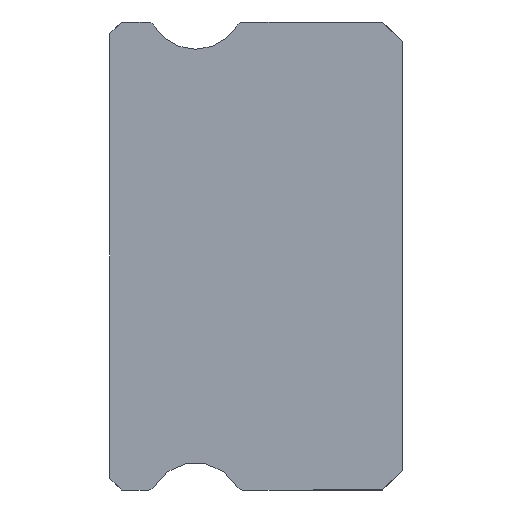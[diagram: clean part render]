
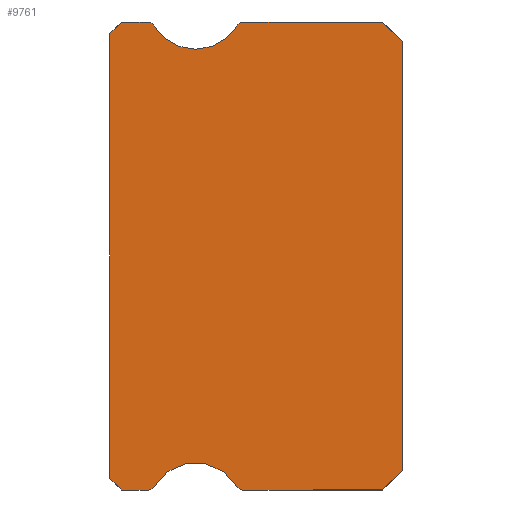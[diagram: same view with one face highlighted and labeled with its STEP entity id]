
A CAD part, left-side view. The second image highlights one B-rep face of the part: STEP entity #9761.
In plain terms, the highlighted planar face has unit normal (-1, 0, 0).
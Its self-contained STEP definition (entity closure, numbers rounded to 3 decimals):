
#54 = CARTESIAN_POINT ( 'NONE',  ( -15., 5.3, 5.3 ) ) ;
#79 = DIRECTION ( 'NONE',  ( 0., 0., -1. ) ) ;
#124 = FACE_OUTER_BOUND ( 'NONE', #6642, .T. ) ;
#143 = DIRECTION ( 'NONE',  ( 1., 0., 0. ) ) ;
#200 = LINE ( 'NONE', #1932, #1184 ) ;
#256 = CARTESIAN_POINT ( 'NONE',  ( -15., 6.512, 6. ) ) ;
#326 = DIRECTION ( 'NONE',  ( -1., 0., 0. ) ) ;
#358 = CARTESIAN_POINT ( 'NONE',  ( -15., 7.5, -5.7 ) ) ;
#423 = EDGE_CURVE ( 'NONE', #10669, #8655, #7227, .T. ) ;
#433 = CARTESIAN_POINT ( 'NONE',  ( -15., 5.3, -6.55 ) ) ;
#451 = DIRECTION ( 'NONE',  ( 1., 0., 0. ) ) ;
#529 = CARTESIAN_POINT ( 'NONE',  ( -15., 4.217, 5.925 ) ) ;
#565 = ORIENTED_EDGE ( 'NONE', *, *, #10221, .F. ) ;
#643 = EDGE_CURVE ( 'NONE', #10669, #10628, #6794, .T. ) ;
#938 = CIRCLE ( 'NONE', #2417, 0.15 ) ;
#979 = DIRECTION ( 'NONE',  ( 1., 0., 0. ) ) ;
#1014 = DIRECTION ( 'NONE',  ( 0., -1., 0. ) ) ;
#1085 = ORIENTED_EDGE ( 'NONE', *, *, #5156, .F. ) ;
#1119 = DIRECTION ( 'NONE',  ( 0., 0., -1. ) ) ;
#1160 = LINE ( 'NONE', #8196, #8892 ) ;
#1184 = VECTOR ( 'NONE', #8094, 1000. ) ;
#1255 = VERTEX_POINT ( 'NONE', #2167 ) ;
#1430 = DIRECTION ( 'NONE',  ( 0., 0., 1. ) ) ;
#1551 = VERTEX_POINT ( 'NONE', #5273 ) ;
#1599 = EDGE_CURVE ( 'NONE', #9571, #6885, #200, .T. ) ;
#1748 = CIRCLE ( 'NONE', #9835, 0.15 ) ;
#1822 = VECTOR ( 'NONE', #4775, 1000. ) ;
#1932 = CARTESIAN_POINT ( 'NONE',  ( -15., 7.2, -6. ) ) ;
#2150 = CARTESIAN_POINT ( 'NONE',  ( -15., 6.383, -5.925 ) ) ;
#2167 = CARTESIAN_POINT ( 'NONE',  ( -15., 4.088, 6. ) ) ;
#2179 = CARTESIAN_POINT ( 'NONE',  ( -15., 0., 5.5 ) ) ;
#2188 = CARTESIAN_POINT ( 'NONE',  ( -15., 6.512, -6. ) ) ;
#2246 = VECTOR ( 'NONE', #10426, 1000. ) ;
#2315 = LINE ( 'NONE', #7609, #10166 ) ;
#2331 = LINE ( 'NONE', #7558, #5859 ) ;
#2385 = ORIENTED_EDGE ( 'NONE', *, *, #10314, .T. ) ;
#2417 = AXIS2_PLACEMENT_3D ( 'NONE', #8346, #451, #5745 ) ;
#2567 = CARTESIAN_POINT ( 'NONE',  ( -15., 6.512, 5.85 ) ) ;
#2605 = ORIENTED_EDGE ( 'NONE', *, *, #1599, .T. ) ;
#2818 = AXIS2_PLACEMENT_3D ( 'NONE', #6056, #4160, #9459 ) ;
#2903 = VERTEX_POINT ( 'NONE', #8038 ) ;
#3053 = CARTESIAN_POINT ( 'NONE',  ( -15., 6.383, 5.925 ) ) ;
#3057 = VERTEX_POINT ( 'NONE', #2150 ) ;
#3514 = DIRECTION ( 'NONE',  ( 0., -1., 0. ) ) ;
#3520 = EDGE_CURVE ( 'NONE', #7196, #10837, #11046, .T. ) ;
#3561 = VECTOR ( 'NONE', #3514, 1000. ) ;
#3571 = CARTESIAN_POINT ( 'NONE',  ( -15., 6.512, 6. ) ) ;
#3581 = DIRECTION ( 'NONE',  ( -1., 0., 0. ) ) ;
#3642 = PLANE ( 'NONE',  #4342 ) ;
#3701 = CARTESIAN_POINT ( 'NONE',  ( -15., 6.512, -5.85 ) ) ;
#3888 = CIRCLE ( 'NONE', #5537, 0.15 ) ;
#4153 = EDGE_CURVE ( 'NONE', #7627, #1551, #2331, .T. ) ;
#4160 = DIRECTION ( 'NONE',  ( -1., 0., 0. ) ) ;
#4266 = CIRCLE ( 'NONE', #8314, 1.25 ) ;
#4342 = AXIS2_PLACEMENT_3D ( 'NONE', #7138, #979, #6344 ) ;
#4360 = CARTESIAN_POINT ( 'NONE',  ( -15., 7.2, 6. ) ) ;
#4484 = EDGE_CURVE ( 'NONE', #3057, #8029, #3888, .T. ) ;
#4775 = DIRECTION ( 'NONE',  ( 0., 1., 0. ) ) ;
#4851 = CARTESIAN_POINT ( 'NONE',  ( -15., 4.088, -6. ) ) ;
#4896 = CIRCLE ( 'NONE', #11333, 1.25 ) ;
#5106 = EDGE_CURVE ( 'NONE', #5834, #1551, #6564, .T. ) ;
#5137 = ORIENTED_EDGE ( 'NONE', *, *, #10510, .F. ) ;
#5156 = EDGE_CURVE ( 'NONE', #10837, #8584, #938, .T. ) ;
#5273 = CARTESIAN_POINT ( 'NONE',  ( -15., 0., 5.5 ) ) ;
#5302 = VERTEX_POINT ( 'NONE', #54 ) ;
#5356 = EDGE_CURVE ( 'NONE', #1255, #7627, #7998, .T. ) ;
#5475 = CARTESIAN_POINT ( 'NONE',  ( -15., 0., -5.5 ) ) ;
#5537 = AXIS2_PLACEMENT_3D ( 'NONE', #3701, #5587, #79 ) ;
#5587 = DIRECTION ( 'NONE',  ( 1., 0., 0. ) ) ;
#5745 = DIRECTION ( 'NONE',  ( 0., 0., -1. ) ) ;
#5754 = AXIS2_PLACEMENT_3D ( 'NONE', #2567, #143, #9701 ) ;
#5834 = VERTEX_POINT ( 'NONE', #5475 ) ;
#5859 = VECTOR ( 'NONE', #11008, 1000. ) ;
#5979 = EDGE_CURVE ( 'NONE', #10628, #2903, #2315, .T. ) ;
#6056 = CARTESIAN_POINT ( 'NONE',  ( -15., 5.3, 6.55 ) ) ;
#6106 = ORIENTED_EDGE ( 'NONE', *, *, #4484, .F. ) ;
#6247 = EDGE_CURVE ( 'NONE', #5302, #9560, #4266, .T. ) ;
#6344 = DIRECTION ( 'NONE',  ( 0., 0., -1. ) ) ;
#6381 = ORIENTED_EDGE ( 'NONE', *, *, #5106, .T. ) ;
#6485 = ORIENTED_EDGE ( 'NONE', *, *, #7684, .F. ) ;
#6564 = LINE ( 'NONE', #2179, #6644 ) ;
#6642 = EDGE_LOOP ( 'NONE', ( #8628, #565, #2605, #2385, #6106, #5137, #1085, #9451, #9931, #6381, #11167, #11129, #6485, #7571, #10101, #6693, #7726 ) ) ;
#6644 = VECTOR ( 'NONE', #1430, 1000. ) ;
#6693 = ORIENTED_EDGE ( 'NONE', *, *, #423, .F. ) ;
#6744 = CARTESIAN_POINT ( 'NONE',  ( -15., 7.2, 6. ) ) ;
#6794 = LINE ( 'NONE', #6744, #2246 ) ;
#6885 = VERTEX_POINT ( 'NONE', #10445 ) ;
#6895 = LINE ( 'NONE', #6952, #10228 ) ;
#6952 = CARTESIAN_POINT ( 'NONE',  ( -15., 7.5, 5.85 ) ) ;
#7082 = DIRECTION ( 'NONE',  ( 0., 0., -1. ) ) ;
#7085 = CARTESIAN_POINT ( 'NONE',  ( -15., 4.217, -5.925 ) ) ;
#7138 = CARTESIAN_POINT ( 'NONE',  ( -15., 6.512, 5.85 ) ) ;
#7158 = EDGE_CURVE ( 'NONE', #5834, #7196, #1160, .T. ) ;
#7196 = VERTEX_POINT ( 'NONE', #9565 ) ;
#7227 = CIRCLE ( 'NONE', #5754, 0.15 ) ;
#7244 = EDGE_CURVE ( 'NONE', #8655, #5302, #7413, .T. ) ;
#7413 = CIRCLE ( 'NONE', #2818, 1.25 ) ;
#7558 = CARTESIAN_POINT ( 'NONE',  ( -15., 0.5, 6. ) ) ;
#7571 = ORIENTED_EDGE ( 'NONE', *, *, #6247, .F. ) ;
#7609 = CARTESIAN_POINT ( 'NONE',  ( -15., 7.5, 5.7 ) ) ;
#7627 = VERTEX_POINT ( 'NONE', #7816 ) ;
#7684 = EDGE_CURVE ( 'NONE', #9560, #1255, #1748, .T. ) ;
#7726 = ORIENTED_EDGE ( 'NONE', *, *, #643, .T. ) ;
#7816 = CARTESIAN_POINT ( 'NONE',  ( -15., 0.5, 6. ) ) ;
#7993 = CARTESIAN_POINT ( 'NONE',  ( -15., 6.512, -6. ) ) ;
#7998 = LINE ( 'NONE', #3571, #3561 ) ;
#8029 = VERTEX_POINT ( 'NONE', #8549 ) ;
#8038 = CARTESIAN_POINT ( 'NONE',  ( -15., 7.5, 5.7 ) ) ;
#8094 = DIRECTION ( 'NONE',  ( 0., -0.707, -0.707 ) ) ;
#8196 = CARTESIAN_POINT ( 'NONE',  ( -15., 0., -5.5 ) ) ;
#8314 = AXIS2_PLACEMENT_3D ( 'NONE', #9731, #3581, #7082 ) ;
#8346 = CARTESIAN_POINT ( 'NONE',  ( -15., 4.088, -5.85 ) ) ;
#8477 = DIRECTION ( 'NONE',  ( 0., 0.707, -0.707 ) ) ;
#8530 = DIRECTION ( 'NONE',  ( 0., 0.707, -0.707 ) ) ;
#8549 = CARTESIAN_POINT ( 'NONE',  ( -15., 6.512, -6. ) ) ;
#8584 = VERTEX_POINT ( 'NONE', #7085 ) ;
#8628 = ORIENTED_EDGE ( 'NONE', *, *, #5979, .T. ) ;
#8655 = VERTEX_POINT ( 'NONE', #3053 ) ;
#8892 = VECTOR ( 'NONE', #8477, 1000. ) ;
#8967 = CARTESIAN_POINT ( 'NONE',  ( -15., 4.088, 5.85 ) ) ;
#9130 = VECTOR ( 'NONE', #1014, 1000. ) ;
#9451 = ORIENTED_EDGE ( 'NONE', *, *, #3520, .F. ) ;
#9459 = DIRECTION ( 'NONE',  ( 0., 0., -1. ) ) ;
#9560 = VERTEX_POINT ( 'NONE', #529 ) ;
#9565 = CARTESIAN_POINT ( 'NONE',  ( -15., 0.5, -6. ) ) ;
#9571 = VERTEX_POINT ( 'NONE', #358 ) ;
#9701 = DIRECTION ( 'NONE',  ( 0., 0., -1. ) ) ;
#9731 = CARTESIAN_POINT ( 'NONE',  ( -15., 5.3, 6.55 ) ) ;
#9761 = ADVANCED_FACE ( 'NONE', ( #124 ), #3642, .F. ) ;
#9817 = DIRECTION ( 'NONE',  ( 1., 0., 0. ) ) ;
#9835 = AXIS2_PLACEMENT_3D ( 'NONE', #8967, #9817, #1119 ) ;
#9931 = ORIENTED_EDGE ( 'NONE', *, *, #7158, .F. ) ;
#10101 = ORIENTED_EDGE ( 'NONE', *, *, #7244, .F. ) ;
#10166 = VECTOR ( 'NONE', #8530, 1000. ) ;
#10221 = EDGE_CURVE ( 'NONE', #9571, #2903, #6895, .T. ) ;
#10228 = VECTOR ( 'NONE', #10290, 1000. ) ;
#10290 = DIRECTION ( 'NONE',  ( 0., 0., 1. ) ) ;
#10314 = EDGE_CURVE ( 'NONE', #6885, #8029, #10631, .T. ) ;
#10426 = DIRECTION ( 'NONE',  ( 0., 1., 0. ) ) ;
#10445 = CARTESIAN_POINT ( 'NONE',  ( -15., 7.2, -6. ) ) ;
#10510 = EDGE_CURVE ( 'NONE', #8584, #3057, #4896, .T. ) ;
#10628 = VERTEX_POINT ( 'NONE', #4360 ) ;
#10631 = LINE ( 'NONE', #7993, #9130 ) ;
#10669 = VERTEX_POINT ( 'NONE', #256 ) ;
#10837 = VERTEX_POINT ( 'NONE', #4851 ) ;
#10903 = DIRECTION ( 'NONE',  ( 0., 0., -1. ) ) ;
#11008 = DIRECTION ( 'NONE',  ( 0., -0.707, -0.707 ) ) ;
#11046 = LINE ( 'NONE', #2188, #1822 ) ;
#11129 = ORIENTED_EDGE ( 'NONE', *, *, #5356, .F. ) ;
#11167 = ORIENTED_EDGE ( 'NONE', *, *, #4153, .F. ) ;
#11333 = AXIS2_PLACEMENT_3D ( 'NONE', #433, #326, #10903 ) ;
